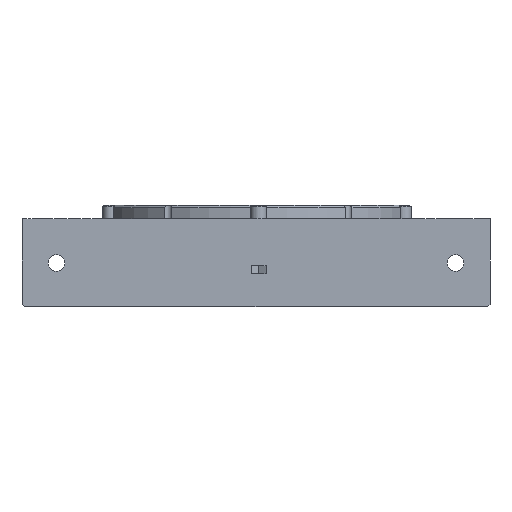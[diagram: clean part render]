
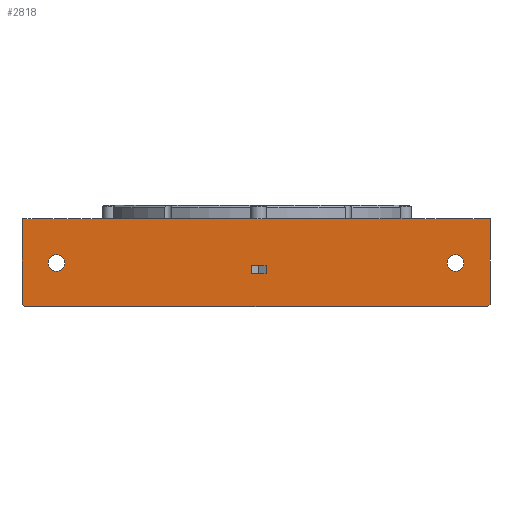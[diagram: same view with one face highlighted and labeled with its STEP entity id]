
A CAD part, front view. The second image highlights one B-rep face of the part: STEP entity #2818.
In plain terms, the highlighted planar face has unit normal (0, -1, 0).
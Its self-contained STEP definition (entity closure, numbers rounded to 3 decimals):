
#58=FACE_BOUND('',#780,.T.);
#59=FACE_BOUND('',#781,.T.);
#60=FACE_BOUND('',#782,.T.);
#112=PLANE('',#3129);
#152=LINE('',#4592,#351);
#172=LINE('',#4652,#371);
#199=LINE('',#4722,#398);
#201=LINE('',#4725,#400);
#203=LINE('',#4781,#402);
#237=LINE('',#4866,#436);
#241=LINE('',#4874,#440);
#249=LINE('',#4892,#448);
#251=LINE('',#4895,#450);
#278=LINE('',#4965,#477);
#351=VECTOR('',#3515,10.);
#371=VECTOR('',#3575,10.);
#398=VECTOR('',#3638,10.);
#400=VECTOR('',#3642,10.);
#402=VECTOR('',#3698,10.);
#436=VECTOR('',#3782,10.);
#440=VECTOR('',#3788,10.);
#448=VECTOR('',#3804,10.);
#450=VECTOR('',#3808,10.);
#477=VECTOR('',#3879,10.);
#610=FACE_OUTER_BOUND('',#779,.T.);
#779=EDGE_LOOP('',(#2347,#2348,#2349,#2350,#2351,#2352));
#780=EDGE_LOOP('',(#2353));
#781=EDGE_LOOP('',(#2354));
#782=EDGE_LOOP('',(#2355,#2356,#2357,#2358));
#846=CIRCLE('',#2892,3.);
#848=CIRCLE('',#2895,3.);
#1080=VERTEX_POINT('',#4163);
#1082=VERTEX_POINT('',#4169);
#1192=VERTEX_POINT('',#4590);
#1193=VERTEX_POINT('',#4591);
#1212=VERTEX_POINT('',#4650);
#1213=VERTEX_POINT('',#4651);
#1238=VERTEX_POINT('',#4721);
#1265=VERTEX_POINT('',#4779);
#1290=VERTEX_POINT('',#4864);
#1291=VERTEX_POINT('',#4865);
#1294=VERTEX_POINT('',#4873);
#1300=VERTEX_POINT('',#4891);
#1365=EDGE_CURVE('',#1080,#1080,#846,.T.);
#1368=EDGE_CURVE('',#1082,#1082,#848,.T.);
#1513=EDGE_CURVE('',#1192,#1193,#152,.T.);
#1543=EDGE_CURVE('',#1212,#1213,#172,.T.);
#1579=EDGE_CURVE('',#1238,#1193,#199,.T.);
#1581=EDGE_CURVE('',#1213,#1192,#201,.T.);
#1609=EDGE_CURVE('',#1265,#1212,#203,.T.);
#1649=EDGE_CURVE('',#1290,#1291,#237,.T.);
#1653=EDGE_CURVE('',#1291,#1294,#241,.T.);
#1662=EDGE_CURVE('',#1294,#1300,#249,.T.);
#1664=EDGE_CURVE('',#1300,#1290,#251,.T.);
#1701=EDGE_CURVE('',#1265,#1238,#278,.T.);
#2347=ORIENTED_EDGE('',*,*,#1543,.F.);
#2348=ORIENTED_EDGE('',*,*,#1609,.F.);
#2349=ORIENTED_EDGE('',*,*,#1701,.T.);
#2350=ORIENTED_EDGE('',*,*,#1579,.T.);
#2351=ORIENTED_EDGE('',*,*,#1513,.F.);
#2352=ORIENTED_EDGE('',*,*,#1581,.F.);
#2353=ORIENTED_EDGE('',*,*,#1365,.T.);
#2354=ORIENTED_EDGE('',*,*,#1368,.T.);
#2355=ORIENTED_EDGE('',*,*,#1662,.T.);
#2356=ORIENTED_EDGE('',*,*,#1664,.T.);
#2357=ORIENTED_EDGE('',*,*,#1649,.T.);
#2358=ORIENTED_EDGE('',*,*,#1653,.T.);
#2818=ADVANCED_FACE('',(#610,#58,#59,#60),#112,.T.);
#2892=AXIS2_PLACEMENT_3D('',#4165,#3246,#3247);
#2895=AXIS2_PLACEMENT_3D('',#4171,#3253,#3254);
#3129=AXIS2_PLACEMENT_3D('',#4964,#3877,#3878);
#3246=DIRECTION('center_axis',(0.,1.,0.));
#3247=DIRECTION('ref_axis',(-1.,0.,0.));
#3253=DIRECTION('center_axis',(0.,1.,0.));
#3254=DIRECTION('ref_axis',(-1.,0.,0.));
#3515=DIRECTION('',(-0.707,0.,0.707));
#3575=DIRECTION('',(-0.707,0.,-0.707));
#3638=DIRECTION('',(0.,0.,-1.));
#3642=DIRECTION('',(-1.,0.,0.));
#3698=DIRECTION('',(0.,0.,-1.));
#3782=DIRECTION('',(0.,0.,-1.));
#3788=DIRECTION('',(-1.,0.,0.));
#3804=DIRECTION('',(0.,0.,1.));
#3808=DIRECTION('',(1.,0.,0.));
#3877=DIRECTION('center_axis',(0.,-1.,0.));
#3878=DIRECTION('ref_axis',(-1.,0.,0.));
#3879=DIRECTION('',(-1.,0.,0.));
#4163=CARTESIAN_POINT('',(-69.5,-60.,16.));
#4165=CARTESIAN_POINT('Origin',(-72.5,-60.,16.));
#4169=CARTESIAN_POINT('',(75.5,-60.,16.));
#4171=CARTESIAN_POINT('Origin',(72.5,-60.,16.));
#4590=CARTESIAN_POINT('',(-84.,-60.,0.));
#4591=CARTESIAN_POINT('',(-85.,-60.,1.));
#4592=CARTESIAN_POINT('',(-50.,-60.,-34.));
#4650=CARTESIAN_POINT('',(85.,-60.,1.));
#4651=CARTESIAN_POINT('',(84.,-60.,0.));
#4652=CARTESIAN_POINT('',(92.5,-60.,8.5));
#4721=CARTESIAN_POINT('',(-85.,-60.,32.));
#4722=CARTESIAN_POINT('',(-85.,-60.,32.));
#4725=CARTESIAN_POINT('',(0.,-60.,0.));
#4779=CARTESIAN_POINT('',(85.,-60.,32.));
#4781=CARTESIAN_POINT('',(85.,-60.,32.));
#4864=CARTESIAN_POINT('',(3.671,-60.,15.));
#4865=CARTESIAN_POINT('',(3.671,-60.,12.));
#4866=CARTESIAN_POINT('',(3.671,-60.,23.5));
#4873=CARTESIAN_POINT('',(-1.698,-60.,12.));
#4874=CARTESIAN_POINT('',(42.993,-60.,12.));
#4891=CARTESIAN_POINT('',(-1.698,-60.,15.));
#4892=CARTESIAN_POINT('',(-1.698,-60.,23.5));
#4895=CARTESIAN_POINT('',(42.993,-60.,15.));
#4964=CARTESIAN_POINT('Origin',(85.,-60.,32.));
#4965=CARTESIAN_POINT('',(85.,-60.,32.));
